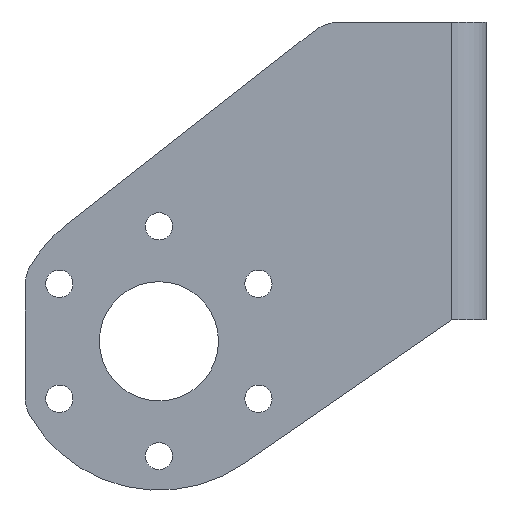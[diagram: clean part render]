
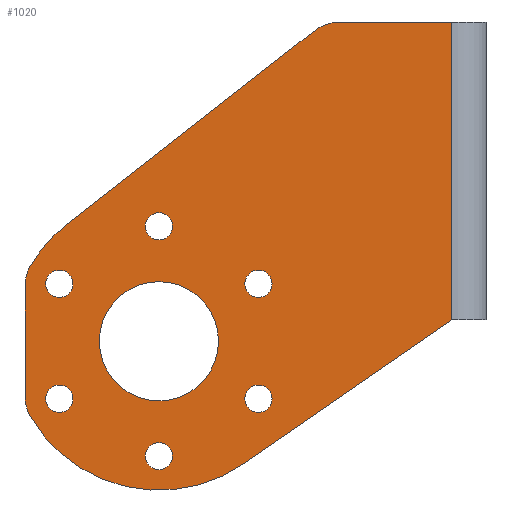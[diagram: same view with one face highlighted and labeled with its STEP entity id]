
A CAD part, left-side view. The second image highlights one B-rep face of the part: STEP entity #1020.
In plain terms, the highlighted planar face has unit normal (-1, 0, 0).
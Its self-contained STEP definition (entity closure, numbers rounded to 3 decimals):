
#45=FACE_BOUND('',#201,.T.);
#46=FACE_BOUND('',#202,.T.);
#47=FACE_BOUND('',#203,.T.);
#48=FACE_BOUND('',#204,.T.);
#49=FACE_BOUND('',#205,.T.);
#50=FACE_BOUND('',#206,.T.);
#51=FACE_BOUND('',#207,.T.);
#71=PLANE('',#1156);
#120=FACE_OUTER_BOUND('',#200,.T.);
#200=EDGE_LOOP('',(#899,#900,#901,#902,#903,#904,#905,#906,#907,#908));
#201=EDGE_LOOP('',(#909));
#202=EDGE_LOOP('',(#910));
#203=EDGE_LOOP('',(#911));
#204=EDGE_LOOP('',(#912));
#205=EDGE_LOOP('',(#913));
#206=EDGE_LOOP('',(#914));
#207=EDGE_LOOP('',(#915));
#241=LINE('',#1606,#309);
#252=LINE('',#1644,#320);
#263=LINE('',#1686,#331);
#271=LINE('',#1713,#339);
#278=LINE('',#1740,#346);
#309=VECTOR('',#1309,10.);
#320=VECTOR('',#1348,10.);
#331=VECTOR('',#1391,10.);
#339=VECTOR('',#1415,10.);
#346=VECTOR('',#1448,10.);
#372=CIRCLE('',#1066,1.6);
#376=CIRCLE('',#1072,1.6);
#380=CIRCLE('',#1078,1.6);
#384=CIRCLE('',#1084,1.6);
#388=CIRCLE('',#1090,1.6);
#392=CIRCLE('',#1096,1.6);
#395=CIRCLE('',#1103,17.5);
#399=CIRCLE('',#1109,4.);
#415=CIRCLE('',#1134,5.);
#417=CIRCLE('',#1138,17.5);
#419=CIRCLE('',#1141,4.);
#424=CIRCLE('',#1148,7.);
#444=VERTEX_POINT('',#1531);
#448=VERTEX_POINT('',#1543);
#452=VERTEX_POINT('',#1555);
#456=VERTEX_POINT('',#1567);
#460=VERTEX_POINT('',#1579);
#464=VERTEX_POINT('',#1591);
#469=VERTEX_POINT('',#1604);
#470=VERTEX_POINT('',#1605);
#475=VERTEX_POINT('',#1619);
#479=VERTEX_POINT('',#1631);
#483=VERTEX_POINT('',#1643);
#497=VERTEX_POINT('',#1684);
#498=VERTEX_POINT('',#1685);
#507=VERTEX_POINT('',#1706);
#509=VERTEX_POINT('',#1712);
#511=VERTEX_POINT('',#1718);
#516=VERTEX_POINT('',#1735);
#546=EDGE_CURVE('',#444,#444,#372,.T.);
#552=EDGE_CURVE('',#448,#448,#376,.T.);
#558=EDGE_CURVE('',#452,#452,#380,.T.);
#564=EDGE_CURVE('',#456,#456,#384,.T.);
#570=EDGE_CURVE('',#460,#460,#388,.T.);
#576=EDGE_CURVE('',#464,#464,#392,.T.);
#581=EDGE_CURVE('',#469,#470,#241,.T.);
#588=EDGE_CURVE('',#475,#469,#395,.T.);
#594=EDGE_CURVE('',#479,#475,#399,.T.);
#600=EDGE_CURVE('',#483,#479,#252,.T.);
#621=EDGE_CURVE('',#497,#498,#263,.T.);
#632=EDGE_CURVE('',#498,#507,#415,.T.);
#635=EDGE_CURVE('',#507,#509,#271,.T.);
#638=EDGE_CURVE('',#509,#511,#417,.T.);
#641=EDGE_CURVE('',#511,#483,#419,.T.);
#648=EDGE_CURVE('',#516,#516,#424,.T.);
#650=EDGE_CURVE('',#497,#470,#278,.T.);
#899=ORIENTED_EDGE('',*,*,#581,.T.);
#900=ORIENTED_EDGE('',*,*,#650,.F.);
#901=ORIENTED_EDGE('',*,*,#621,.T.);
#902=ORIENTED_EDGE('',*,*,#632,.T.);
#903=ORIENTED_EDGE('',*,*,#635,.T.);
#904=ORIENTED_EDGE('',*,*,#638,.T.);
#905=ORIENTED_EDGE('',*,*,#641,.T.);
#906=ORIENTED_EDGE('',*,*,#600,.T.);
#907=ORIENTED_EDGE('',*,*,#594,.T.);
#908=ORIENTED_EDGE('',*,*,#588,.T.);
#909=ORIENTED_EDGE('',*,*,#546,.T.);
#910=ORIENTED_EDGE('',*,*,#552,.T.);
#911=ORIENTED_EDGE('',*,*,#558,.T.);
#912=ORIENTED_EDGE('',*,*,#564,.T.);
#913=ORIENTED_EDGE('',*,*,#570,.T.);
#914=ORIENTED_EDGE('',*,*,#576,.T.);
#915=ORIENTED_EDGE('',*,*,#648,.T.);
#1020=ADVANCED_FACE('',(#120,#45,#46,#47,#48,#49,#50,#51),#71,.T.);
#1066=AXIS2_PLACEMENT_3D('',#1533,#1229,#1230);
#1072=AXIS2_PLACEMENT_3D('',#1545,#1243,#1244);
#1078=AXIS2_PLACEMENT_3D('',#1557,#1257,#1258);
#1084=AXIS2_PLACEMENT_3D('',#1569,#1271,#1272);
#1090=AXIS2_PLACEMENT_3D('',#1581,#1285,#1286);
#1096=AXIS2_PLACEMENT_3D('',#1593,#1299,#1300);
#1103=AXIS2_PLACEMENT_3D('',#1620,#1322,#1323);
#1109=AXIS2_PLACEMENT_3D('',#1632,#1336,#1337);
#1134=AXIS2_PLACEMENT_3D('',#1707,#1408,#1409);
#1138=AXIS2_PLACEMENT_3D('',#1719,#1420,#1421);
#1141=AXIS2_PLACEMENT_3D('',#1724,#1427,#1428);
#1148=AXIS2_PLACEMENT_3D('',#1737,#1443,#1444);
#1156=AXIS2_PLACEMENT_3D('',#1753,#1467,#1468);
#1229=DIRECTION('center_axis',(1.,0.,0.));
#1230=DIRECTION('ref_axis',(0.,1.,0.));
#1243=DIRECTION('center_axis',(1.,0.,0.));
#1244=DIRECTION('ref_axis',(0.,1.,0.));
#1257=DIRECTION('center_axis',(1.,0.,0.));
#1258=DIRECTION('ref_axis',(0.,1.,0.));
#1271=DIRECTION('center_axis',(1.,0.,0.));
#1272=DIRECTION('ref_axis',(0.,1.,0.));
#1285=DIRECTION('center_axis',(1.,0.,0.));
#1286=DIRECTION('ref_axis',(0.,1.,0.));
#1299=DIRECTION('center_axis',(1.,0.,0.));
#1300=DIRECTION('ref_axis',(0.,1.,0.));
#1309=DIRECTION('',(0.,-0.823,0.569));
#1322=DIRECTION('center_axis',(-1.,0.,0.));
#1323=DIRECTION('ref_axis',(0.,0.,-1.));
#1336=DIRECTION('center_axis',(-1.,0.,0.));
#1337=DIRECTION('ref_axis',(0.,0.,-1.));
#1348=DIRECTION('',(0.,0.,-1.));
#1391=DIRECTION('',(0.,1.,0.));
#1408=DIRECTION('center_axis',(-1.,0.,0.));
#1409=DIRECTION('ref_axis',(0.,0.616,0.788));
#1415=DIRECTION('',(0.,0.788,-0.616));
#1420=DIRECTION('center_axis',(-1.,0.,0.));
#1421=DIRECTION('ref_axis',(0.,0.,-1.));
#1427=DIRECTION('center_axis',(-1.,0.,0.));
#1428=DIRECTION('ref_axis',(0.,0.,-1.));
#1443=DIRECTION('center_axis',(1.,0.,0.));
#1444=DIRECTION('ref_axis',(0.,0.,-1.));
#1448=DIRECTION('',(0.,0.,-1.));
#1467=DIRECTION('center_axis',(-1.,0.,0.));
#1468=DIRECTION('ref_axis',(0.,-1.,0.));
#1531=CARTESIAN_POINT('',(-40.65,21.209,-13.25));
#1533=CARTESIAN_POINT('Origin',(-40.65,22.809,-13.25));
#1543=CARTESIAN_POINT('',(-40.65,32.9,-33.5));
#1545=CARTESIAN_POINT('Origin',(-40.65,34.5,-33.5));
#1555=CARTESIAN_POINT('',(-40.65,44.591,-13.25));
#1557=CARTESIAN_POINT('Origin',(-40.65,46.191,-13.25));
#1567=CARTESIAN_POINT('',(-40.65,44.591,-26.75));
#1569=CARTESIAN_POINT('Origin',(-40.65,46.191,-26.75));
#1579=CARTESIAN_POINT('',(-40.65,21.209,-26.75));
#1581=CARTESIAN_POINT('Origin',(-40.65,22.809,-26.75));
#1591=CARTESIAN_POINT('',(-40.65,32.9,-6.5));
#1593=CARTESIAN_POINT('Origin',(-40.65,34.5,-6.5));
#1604=CARTESIAN_POINT('',(-40.65,24.551,-34.397));
#1605=CARTESIAN_POINT('',(-40.65,0.1,-17.5));
#1606=CARTESIAN_POINT('',(-40.65,13.571,-26.809));
#1619=CARTESIAN_POINT('',(-40.65,49.655,-28.75));
#1620=CARTESIAN_POINT('Origin',(-40.65,34.5,-20.));
#1631=CARTESIAN_POINT('',(-40.65,50.191,-26.75));
#1632=CARTESIAN_POINT('Origin',(-40.65,46.191,-26.75));
#1643=CARTESIAN_POINT('',(-40.65,50.191,-13.25));
#1644=CARTESIAN_POINT('',(-40.65,50.191,-13.375));
#1684=CARTESIAN_POINT('',(-40.65,0.1,17.5));
#1685=CARTESIAN_POINT('',(-40.65,13.2,17.5));
#1686=CARTESIAN_POINT('',(-40.65,32.6,17.5));
#1706=CARTESIAN_POINT('',(-40.65,16.278,16.44));
#1707=CARTESIAN_POINT('Origin',(-40.65,13.2,12.5));
#1712=CARTESIAN_POINT('',(-40.65,45.273,-6.209));
#1713=CARTESIAN_POINT('',(-40.65,45.856,-6.664));
#1718=CARTESIAN_POINT('',(-40.65,49.655,-11.25));
#1719=CARTESIAN_POINT('Origin',(-40.65,34.5,-20.));
#1724=CARTESIAN_POINT('Origin',(-40.65,46.191,-13.25));
#1735=CARTESIAN_POINT('',(-40.65,34.5,-13.));
#1737=CARTESIAN_POINT('Origin',(-40.65,34.5,-20.));
#1740=CARTESIAN_POINT('',(-40.65,0.1,0.));
#1753=CARTESIAN_POINT('Origin',(-40.65,52.,0.));
